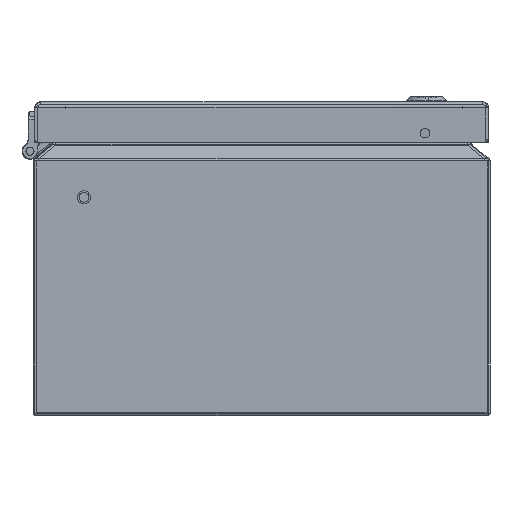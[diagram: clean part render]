
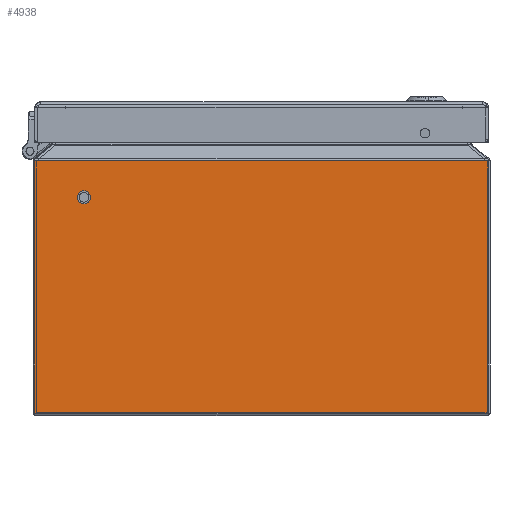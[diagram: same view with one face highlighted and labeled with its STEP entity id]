
A CAD part, front view. The second image highlights one B-rep face of the part: STEP entity #4938.
In plain terms, the highlighted planar face has unit normal (0, -1, 0).
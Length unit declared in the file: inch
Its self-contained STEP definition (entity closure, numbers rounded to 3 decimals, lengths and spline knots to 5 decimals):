
#2110 = VECTOR ( 'NONE', #63359, 39.37008 ) ;
#3334 = VERTEX_POINT ( 'NONE', #28833 ) ;
#3799 = VECTOR ( 'NONE', #53623, 39.37008 ) ;
#4938 = ADVANCED_FACE ( 'NONE', ( #56835 ), #33252, .F. ) ;
#6816 = ORIENTED_EDGE ( 'NONE', *, *, #46494, .T. ) ;
#11655 = EDGE_CURVE ( 'NONE', #26574, #89777, #39182, .T. ) ;
#19766 = DIRECTION ( 'NONE',  ( 0., 0., -1. ) ) ;
#25355 = ORIENTED_EDGE ( 'NONE', *, *, #65600, .F. ) ;
#26574 = VERTEX_POINT ( 'NONE', #100939 ) ;
#28015 = CARTESIAN_POINT ( 'NONE',  ( -4.47, -18., 0.05 ) ) ;
#28756 = DIRECTION ( 'NONE',  ( 1., 0., 0. ) ) ;
#28833 = CARTESIAN_POINT ( 'NONE',  ( 4.47, -18., 5.02012 ) ) ;
#33252 = PLANE ( 'NONE',  #79977 ) ;
#36258 = EDGE_LOOP ( 'NONE', ( #95067, #6816, #25355, #101088 ) ) ;
#38377 = LINE ( 'NONE', #44704, #3799 ) ;
#39182 = LINE ( 'NONE', #61786, #2110 ) ;
#39573 = CARTESIAN_POINT ( 'NONE',  ( 4.47, -18., 0.05 ) ) ;
#44564 = EDGE_CURVE ( 'NONE', #3334, #26574, #38377, .T. ) ;
#44704 = CARTESIAN_POINT ( 'NONE',  ( 4.47, -18., 5.02012 ) ) ;
#45678 = VERTEX_POINT ( 'NONE', #39573 ) ;
#46494 = EDGE_CURVE ( 'NONE', #89777, #45678, #68601, .T. ) ;
#53623 = DIRECTION ( 'NONE',  ( -1., 0., 0. ) ) ;
#56835 = FACE_OUTER_BOUND ( 'NONE', #36258, .T. ) ;
#60948 = VECTOR ( 'NONE', #28756, 39.37008 ) ;
#61786 = CARTESIAN_POINT ( 'NONE',  ( -4.47, -18., 5.0437 ) ) ;
#63359 = DIRECTION ( 'NONE',  ( 0., 0., -1. ) ) ;
#65204 = DIRECTION ( 'NONE',  ( 0., 0., 1. ) ) ;
#65600 = EDGE_CURVE ( 'NONE', #3334, #45678, #93188, .T. ) ;
#68601 = LINE ( 'NONE', #100648, #60948 ) ;
#79977 = AXIS2_PLACEMENT_3D ( 'NONE', #88372, #90429, #65204 ) ;
#84800 = CARTESIAN_POINT ( 'NONE',  ( 4.47, -18., 5.0437 ) ) ;
#88372 = CARTESIAN_POINT ( 'NONE',  ( 4.47, -18., 5.0437 ) ) ;
#89777 = VERTEX_POINT ( 'NONE', #28015 ) ;
#90429 = DIRECTION ( 'NONE',  ( 0., 1., 0. ) ) ;
#90997 = VECTOR ( 'NONE', #19766, 39.37008 ) ;
#93188 = LINE ( 'NONE', #84800, #90997 ) ;
#95067 = ORIENTED_EDGE ( 'NONE', *, *, #11655, .T. ) ;
#100648 = CARTESIAN_POINT ( 'NONE',  ( 4.47, -18., 0.05 ) ) ;
#100939 = CARTESIAN_POINT ( 'NONE',  ( -4.47, -18., 5.02012 ) ) ;
#101088 = ORIENTED_EDGE ( 'NONE', *, *, #44564, .T. ) ;
